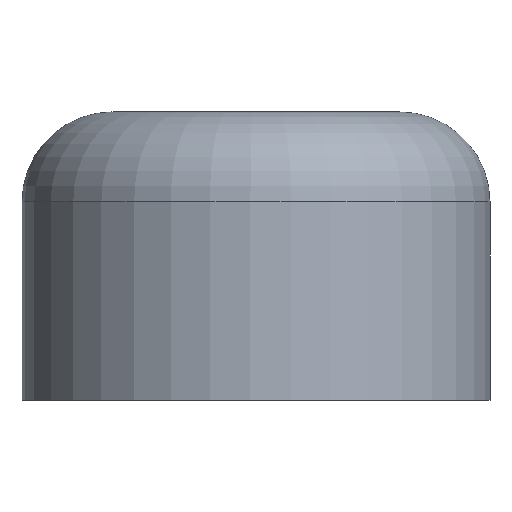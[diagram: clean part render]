
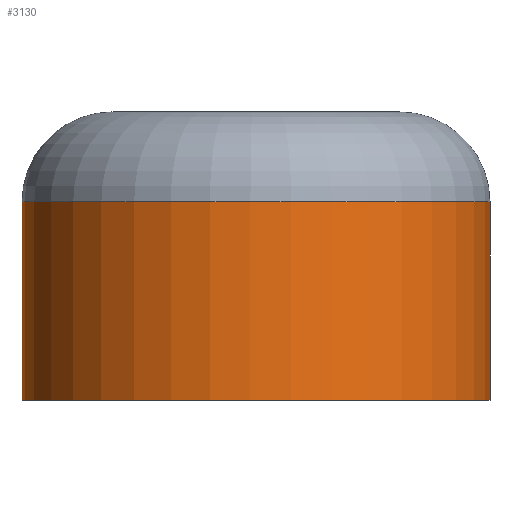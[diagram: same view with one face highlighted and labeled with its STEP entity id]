
A CAD part, left-side view. The second image highlights one B-rep face of the part: STEP entity #3130.
In plain terms, the highlighted cylindrical face has radius 6.5 mm (diameter 13 mm), a partial arc.
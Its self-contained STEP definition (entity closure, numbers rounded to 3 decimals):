
#60=CARTESIAN_POINT('',(-19.597,-27.71,654.));
#70=DIRECTION('',(0.,0.,1.));
#80=VECTOR('',#70,1.);
#90=LINE('',#60,#80);
#100=CARTESIAN_POINT('',(-19.597,-27.71,650.));
#110=VERTEX_POINT('',#100);
#120=CARTESIAN_POINT('',(-19.597,-27.71,655.5));
#130=VERTEX_POINT('',#120);
#140=EDGE_CURVE('',#110,#130,#90,.T.);
#160=CARTESIAN_POINT('',(-19.75,-34.208,650.));
#170=DIRECTION('',(0.,0.,-1.));
#180=DIRECTION('',(0.024,1.,0.));
#190=AXIS2_PLACEMENT_3D('',#160,#170,#180);
#200=CIRCLE('',#190,6.5);
#210=CARTESIAN_POINT('',(-19.903,-40.706,650.));
#220=VERTEX_POINT('',#210);
#250=CARTESIAN_POINT('',(-19.903,-40.706,654.));
#260=DIRECTION('',(0.,0.,1.));
#270=VECTOR('',#260,1.);
#280=LINE('',#250,#270);
#290=CARTESIAN_POINT('',(-19.903,-40.706,655.5));
#300=VERTEX_POINT('',#290);
#310=EDGE_CURVE('',#220,#300,#280,.T.);
#330=CARTESIAN_POINT('',(-19.75,-34.208,655.5));
#340=DIRECTION('',(0.,0.,1.));
#350=DIRECTION('',(-0.024,-1.,0.));
#360=AXIS2_PLACEMENT_3D('',#330,#340,#350);
#370=CIRCLE('',#360,6.5);
#830=EDGE_CURVE('',#220,#110,#200,.T.);
#3010=CARTESIAN_POINT('',(-19.75,-34.208,654.));
#3020=DIRECTION('',(0.,0.,1.));
#3030=DIRECTION('',(-0.024,-1.,0.));
#3040=AXIS2_PLACEMENT_3D('',#3010,#3020,#3030);
#3050=CYLINDRICAL_SURFACE('',#3040,6.5);
#3060=ORIENTED_EDGE('',*,*,#140,.F.);
#3070=EDGE_CURVE('',#130,#300,#370,.T.);
#3080=ORIENTED_EDGE('',*,*,#3070,.F.);
#3090=ORIENTED_EDGE('',*,*,#310,.T.);
#3100=ORIENTED_EDGE('',*,*,#830,.F.);
#3110=EDGE_LOOP('',(#3100,#3090,#3080,#3060));
#3120=FACE_OUTER_BOUND('',#3110,.T.);
#3130=ADVANCED_FACE('',(#3120),#3050,.T.);
